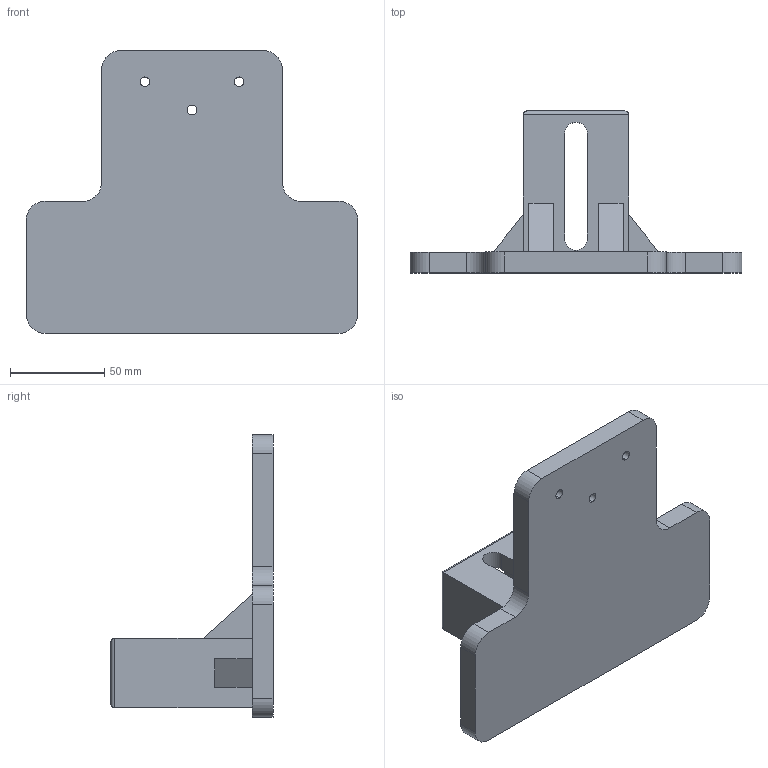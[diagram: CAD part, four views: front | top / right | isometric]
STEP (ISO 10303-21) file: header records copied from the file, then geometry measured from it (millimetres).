
FILE_DESCRIPTION (( 'STEP AP203' ), '1' );
FILE_NAME ('配合松灵相机底部支架3D1.STEP', '2025-11-18T02:25:12', ( '' ), ( '' ), 'SwSTEP 2.0', 'SolidWorks 2025', '' );
FILE_SCHEMA (( 'CONFIG_CONTROL_DESIGN' ));
Length unit declared in the file: millimetre
Products named in the file (1): 配合松灵相机底部支架3D1
Bounding box: 176 x 86 x 150 mm (x, y, z)
Volume: 319682.1 mm3; surface area: 70397.1 mm2
Topology: 1 solids, 1 shells, 58 faces, 158 edges, 104 vertices
Faces by surface type: plane 36, cylinder 22
Entity records: 1923 total; most frequent: CARTESIAN_POINT 333, ORIENTED_EDGE 316, DIRECTION 308, EDGE_CURVE 158, VECTOR 118, LINE 118, VERTEX_POINT 104, AXIS2_PLACEMENT_3D 95
